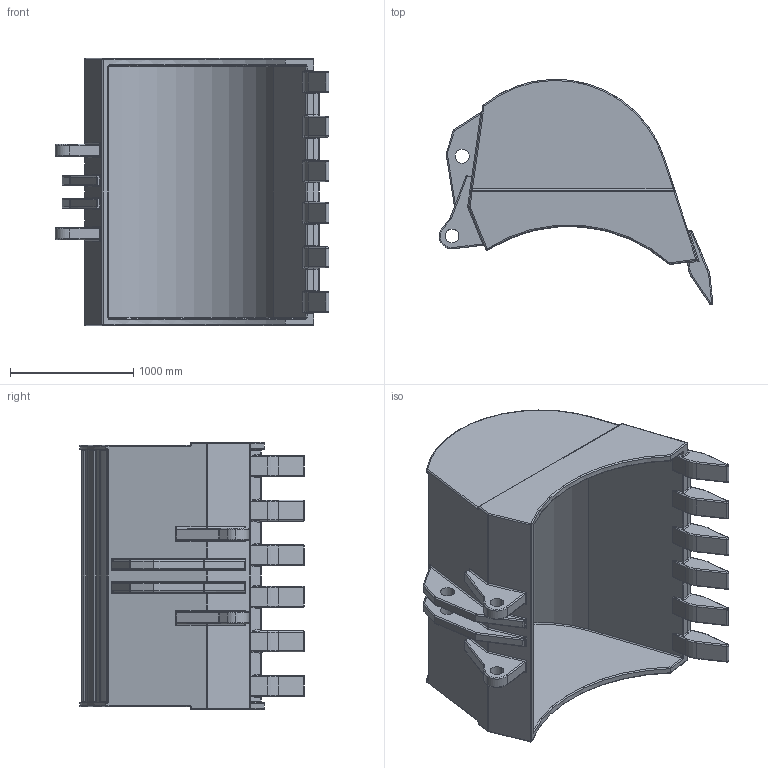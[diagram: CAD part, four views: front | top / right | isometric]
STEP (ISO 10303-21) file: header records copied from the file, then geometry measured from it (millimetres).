
FILE_DESCRIPTION (( 'STEP AP203' ), '1' );
FILE_NAME ('5. Bucket_Default_sldprt.STEP', '2023-03-20T06:31:13', ( '' ), ( '' ), 'SwSTEP 2.0', 'SolidWorks 2019', '' );
FILE_SCHEMA (( 'CONFIG_CONTROL_DESIGN' ));
Length unit declared in the file: millimetre
Products named in the file (1): 5. Bucket_Default_sldprt
Bounding box: 2224.94 x 1829.1 x 2173 mm (x, y, z)
Volume: 636968504.5 mm3; surface area: 26319338.7 mm2
Topology: 1 solids, 1 shells, 787 faces, 1865 edges, 1054 vertices
Faces by surface type: cylinder 372, torus 156, plane 138, bspline 95, sphere 26
Entity records: 26459 total; most frequent: CARTESIAN_POINT 9036, DIRECTION 3809, ORIENTED_EDGE 3674, EDGE_CURVE 1837, AXIS2_PLACEMENT_3D 1533, VERTEX_POINT 1052, CIRCLE 840, EDGE_LOOP 795
